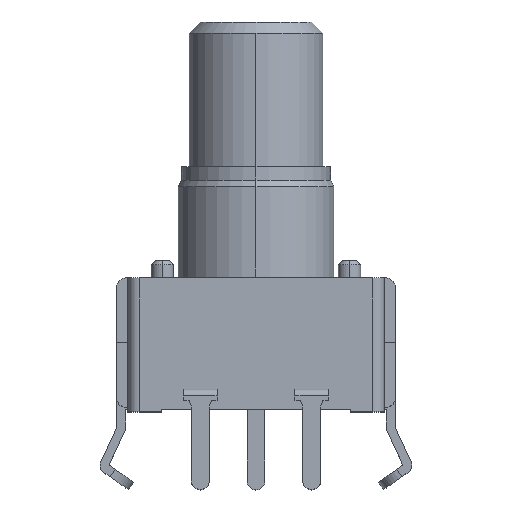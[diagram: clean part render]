
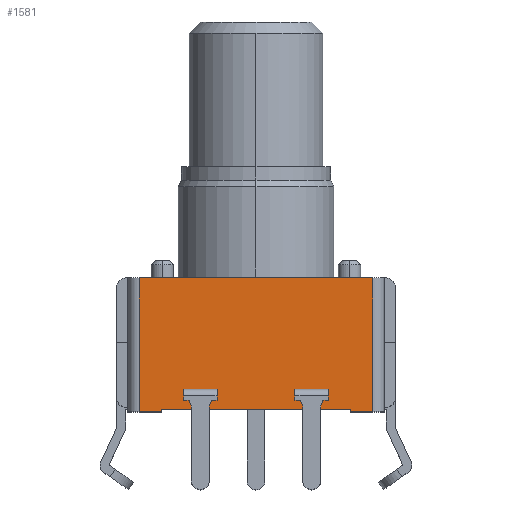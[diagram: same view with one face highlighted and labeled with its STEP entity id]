
A CAD part, top view. The second image highlights one B-rep face of the part: STEP entity #1581.
In plain terms, the highlighted planar face has unit normal (0, 0, 1).
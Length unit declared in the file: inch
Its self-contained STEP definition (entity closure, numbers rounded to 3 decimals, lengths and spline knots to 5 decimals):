
#69 = LINE ( 'NONE', #5425, #3716 ) ;
#99 = CARTESIAN_POINT ( 'NONE',  ( -0.12795, 0.02756, 0.26378 ) ) ;
#151 = VECTOR ( 'NONE', #4349, 39.37008 ) ;
#236 = FACE_BOUND ( 'NONE', #5941, .T. ) ;
#257 = EDGE_CURVE ( 'NONE', #5494, #3413, #2519, .T. ) ;
#281 = VECTOR ( 'NONE', #5628, 39.37008 ) ;
#290 = VECTOR ( 'NONE', #4955, 39.37008 ) ;
#293 = LINE ( 'NONE', #558, #151 ) ;
#327 = VERTEX_POINT ( 'NONE', #3618 ) ;
#340 = CARTESIAN_POINT ( 'NONE',  ( -0.22638, 0., 0.26378 ) ) ;
#384 = CARTESIAN_POINT ( 'NONE',  ( -0.22638, 0., 0.26378 ) ) ;
#385 = CARTESIAN_POINT ( 'NONE',  ( -0.22638, 0.23622, 0.26378 ) ) ;
#401 = VERTEX_POINT ( 'NONE', #575 ) ;
#419 = DIRECTION ( 'NONE',  ( 1., 0., 0. ) ) ;
#432 = LINE ( 'NONE', #1599, #290 ) ;
#492 = CARTESIAN_POINT ( 'NONE',  ( 0.0689, 0., 0.26378 ) ) ;
#558 = CARTESIAN_POINT ( 'NONE',  ( -0.22638, 0.03937, 0.26378 ) ) ;
#575 = CARTESIAN_POINT ( 'NONE',  ( 0.16732, 0., 0.26378 ) ) ;
#598 = CARTESIAN_POINT ( 'NONE',  ( 0.0689, 0.02756, 0.26378 ) ) ;
#658 = EDGE_CURVE ( 'NONE', #1679, #2397, #5508, .T. ) ;
#723 = VERTEX_POINT ( 'NONE', #1909 ) ;
#865 = PLANE ( 'NONE',  #2502 ) ;
#932 = CARTESIAN_POINT ( 'NONE',  ( 0.16732, 0.00394, 0.26378 ) ) ;
#1169 = CARTESIAN_POINT ( 'NONE',  ( 0.20669, 0., 0.26378 ) ) ;
#1174 = LINE ( 'NONE', #4644, #2304 ) ;
#1216 = EDGE_CURVE ( 'NONE', #401, #3411, #3323, .T. ) ;
#1277 = CARTESIAN_POINT ( 'NONE',  ( -0.16732, 0.00394, 0.26378 ) ) ;
#1340 = DIRECTION ( 'NONE',  ( 0., 0., 1. ) ) ;
#1407 = EDGE_CURVE ( 'NONE', #4680, #1679, #2548, .T. ) ;
#1410 = CARTESIAN_POINT ( 'NONE',  ( -0.0689, 0.03937, 0.26378 ) ) ;
#1432 = ORIENTED_EDGE ( 'NONE', *, *, #2603, .T. ) ;
#1463 = DIRECTION ( 'NONE',  ( 0., 1., 0. ) ) ;
#1515 = EDGE_LOOP ( 'NONE', ( #4918, #4594, #3341, #5720, #5197, #3475, #3736, #1432 ) ) ;
#1581 = ADVANCED_FACE ( 'NONE', ( #2617, #236, #1639 ), #865, .T. ) ;
#1599 = CARTESIAN_POINT ( 'NONE',  ( -0.22638, 0., 0.26378 ) ) ;
#1639 = FACE_OUTER_BOUND ( 'NONE', #1515, .T. ) ;
#1678 = CARTESIAN_POINT ( 'NONE',  ( 0.12795, 0.02756, 0.26378 ) ) ;
#1679 = VERTEX_POINT ( 'NONE', #1410 ) ;
#1730 = VECTOR ( 'NONE', #1463, 39.37008 ) ;
#1735 = CARTESIAN_POINT ( 'NONE',  ( -0.16732, 0., 0.26378 ) ) ;
#1805 = EDGE_CURVE ( 'NONE', #3259, #5580, #6207, .T. ) ;
#1814 = ORIENTED_EDGE ( 'NONE', *, *, #6188, .T. ) ;
#1866 = LINE ( 'NONE', #492, #1730 ) ;
#1872 = ORIENTED_EDGE ( 'NONE', *, *, #5184, .T. ) ;
#1909 = CARTESIAN_POINT ( 'NONE',  ( -0.20669, 0., 0.26378 ) ) ;
#2149 = CARTESIAN_POINT ( 'NONE',  ( -0.0689, 0.02756, 0.26378 ) ) ;
#2304 = VECTOR ( 'NONE', #3666, 39.37008 ) ;
#2397 = VERTEX_POINT ( 'NONE', #2149 ) ;
#2416 = ORIENTED_EDGE ( 'NONE', *, *, #2864, .T. ) ;
#2431 = CARTESIAN_POINT ( 'NONE',  ( 0.20669, 0.23622, 0.26378 ) ) ;
#2494 = EDGE_CURVE ( 'NONE', #3259, #401, #1174, .T. ) ;
#2502 = AXIS2_PLACEMENT_3D ( 'NONE', #384, #1340, #4700 ) ;
#2519 = LINE ( 'NONE', #2784, #281 ) ;
#2548 = LINE ( 'NONE', #5072, #4778 ) ;
#2601 = DIRECTION ( 'NONE',  ( 0., -1., 0. ) ) ;
#2603 = EDGE_CURVE ( 'NONE', #723, #3614, #432, .T. ) ;
#2617 = FACE_BOUND ( 'NONE', #6103, .T. ) ;
#2784 = CARTESIAN_POINT ( 'NONE',  ( -0.22638, 0.02756, 0.26378 ) ) ;
#2811 = VECTOR ( 'NONE', #3349, 39.37008 ) ;
#2864 = EDGE_CURVE ( 'NONE', #3615, #5494, #5853, .T. ) ;
#2989 = CARTESIAN_POINT ( 'NONE',  ( 0.20669, 0., 0.26378 ) ) ;
#2996 = LINE ( 'NONE', #385, #4103 ) ;
#3049 = CARTESIAN_POINT ( 'NONE',  ( 0.0689, 0.03937, 0.26378 ) ) ;
#3051 = DIRECTION ( 'NONE',  ( 0., 1., 0. ) ) ;
#3137 = CARTESIAN_POINT ( 'NONE',  ( -0.12795, 0.03937, 0.26378 ) ) ;
#3259 = VERTEX_POINT ( 'NONE', #932 ) ;
#3313 = EDGE_CURVE ( 'NONE', #3413, #4141, #1866, .T. ) ;
#3323 = LINE ( 'NONE', #340, #4450 ) ;
#3341 = ORIENTED_EDGE ( 'NONE', *, *, #2494, .T. ) ;
#3349 = DIRECTION ( 'NONE',  ( 0., -1., 0. ) ) ;
#3389 = CARTESIAN_POINT ( 'NONE',  ( -0.0689, 0., 0.26378 ) ) ;
#3405 = ORIENTED_EDGE ( 'NONE', *, *, #658, .T. ) ;
#3411 = VERTEX_POINT ( 'NONE', #2989 ) ;
#3413 = VERTEX_POINT ( 'NONE', #598 ) ;
#3431 = VECTOR ( 'NONE', #5466, 39.37008 ) ;
#3475 = ORIENTED_EDGE ( 'NONE', *, *, #5664, .T. ) ;
#3575 = DIRECTION ( 'NONE',  ( 0., 1., 0. ) ) ;
#3601 = VECTOR ( 'NONE', #5119, 39.37008 ) ;
#3614 = VERTEX_POINT ( 'NONE', #1735 ) ;
#3615 = VERTEX_POINT ( 'NONE', #4632 ) ;
#3618 = CARTESIAN_POINT ( 'NONE',  ( -0.20669, 0.23622, 0.26378 ) ) ;
#3666 = DIRECTION ( 'NONE',  ( 0., -1., 0. ) ) ;
#3716 = VECTOR ( 'NONE', #3051, 39.37008 ) ;
#3736 = ORIENTED_EDGE ( 'NONE', *, *, #5258, .T. ) ;
#3896 = CARTESIAN_POINT ( 'NONE',  ( 0., 0.00394, 0.26378 ) ) ;
#4008 = VERTEX_POINT ( 'NONE', #2431 ) ;
#4103 = VECTOR ( 'NONE', #4199, 39.37008 ) ;
#4141 = VERTEX_POINT ( 'NONE', #3049 ) ;
#4199 = DIRECTION ( 'NONE',  ( -1., 0., 0. ) ) ;
#4265 = EDGE_CURVE ( 'NONE', #3411, #4008, #4947, .T. ) ;
#4349 = DIRECTION ( 'NONE',  ( 1., 0., 0. ) ) ;
#4450 = VECTOR ( 'NONE', #419, 39.37008 ) ;
#4500 = DIRECTION ( 'NONE',  ( 1., 0., 0. ) ) ;
#4560 = LINE ( 'NONE', #5481, #5818 ) ;
#4594 = ORIENTED_EDGE ( 'NONE', *, *, #1805, .F. ) ;
#4632 = CARTESIAN_POINT ( 'NONE',  ( 0.12795, 0.03937, 0.26378 ) ) ;
#4638 = CARTESIAN_POINT ( 'NONE',  ( 0.12795, 0., 0.26378 ) ) ;
#4644 = CARTESIAN_POINT ( 'NONE',  ( 0.16732, 0., 0.26378 ) ) ;
#4680 = VERTEX_POINT ( 'NONE', #3137 ) ;
#4700 = DIRECTION ( 'NONE',  ( 1., 0., 0. ) ) ;
#4705 = LINE ( 'NONE', #4994, #3431 ) ;
#4767 = VECTOR ( 'NONE', #5390, 39.37008 ) ;
#4778 = VECTOR ( 'NONE', #4500, 39.37008 ) ;
#4780 = VECTOR ( 'NONE', #3575, 39.37008 ) ;
#4815 = ORIENTED_EDGE ( 'NONE', *, *, #257, .T. ) ;
#4916 = CARTESIAN_POINT ( 'NONE',  ( -0.22638, 0.02756, 0.26378 ) ) ;
#4918 = ORIENTED_EDGE ( 'NONE', *, *, #5249, .T. ) ;
#4942 = VECTOR ( 'NONE', #5355, 39.37008 ) ;
#4947 = LINE ( 'NONE', #1169, #4780 ) ;
#4955 = DIRECTION ( 'NONE',  ( 1., 0., 0. ) ) ;
#4994 = CARTESIAN_POINT ( 'NONE',  ( -0.16732, 0., 0.26378 ) ) ;
#5058 = VERTEX_POINT ( 'NONE', #99 ) ;
#5072 = CARTESIAN_POINT ( 'NONE',  ( -0.22638, 0.03937, 0.26378 ) ) ;
#5119 = DIRECTION ( 'NONE',  ( 0., -1., 0. ) ) ;
#5172 = ORIENTED_EDGE ( 'NONE', *, *, #6079, .T. ) ;
#5184 = EDGE_CURVE ( 'NONE', #5058, #4680, #69, .T. ) ;
#5197 = ORIENTED_EDGE ( 'NONE', *, *, #4265, .T. ) ;
#5249 = EDGE_CURVE ( 'NONE', #3614, #5580, #4705, .T. ) ;
#5258 = EDGE_CURVE ( 'NONE', #327, #723, #4560, .T. ) ;
#5355 = DIRECTION ( 'NONE',  ( -1., 0., 0. ) ) ;
#5390 = DIRECTION ( 'NONE',  ( -1., 0., 0. ) ) ;
#5425 = CARTESIAN_POINT ( 'NONE',  ( -0.12795, 0., 0.26378 ) ) ;
#5466 = DIRECTION ( 'NONE',  ( 0., 1., 0. ) ) ;
#5481 = CARTESIAN_POINT ( 'NONE',  ( -0.20669, 0., 0.26378 ) ) ;
#5494 = VERTEX_POINT ( 'NONE', #1678 ) ;
#5508 = LINE ( 'NONE', #3389, #2811 ) ;
#5580 = VERTEX_POINT ( 'NONE', #1277 ) ;
#5628 = DIRECTION ( 'NONE',  ( -1., 0., 0. ) ) ;
#5643 = ORIENTED_EDGE ( 'NONE', *, *, #1407, .T. ) ;
#5664 = EDGE_CURVE ( 'NONE', #4008, #327, #2996, .T. ) ;
#5720 = ORIENTED_EDGE ( 'NONE', *, *, #1216, .T. ) ;
#5818 = VECTOR ( 'NONE', #2601, 39.37008 ) ;
#5853 = LINE ( 'NONE', #4638, #3601 ) ;
#5941 = EDGE_LOOP ( 'NONE', ( #1872, #5643, #3405, #1814 ) ) ;
#6051 = LINE ( 'NONE', #4916, #4767 ) ;
#6079 = EDGE_CURVE ( 'NONE', #4141, #3615, #293, .T. ) ;
#6103 = EDGE_LOOP ( 'NONE', ( #6160, #5172, #2416, #4815 ) ) ;
#6160 = ORIENTED_EDGE ( 'NONE', *, *, #3313, .T. ) ;
#6188 = EDGE_CURVE ( 'NONE', #2397, #5058, #6051, .T. ) ;
#6207 = LINE ( 'NONE', #3896, #4942 ) ;
